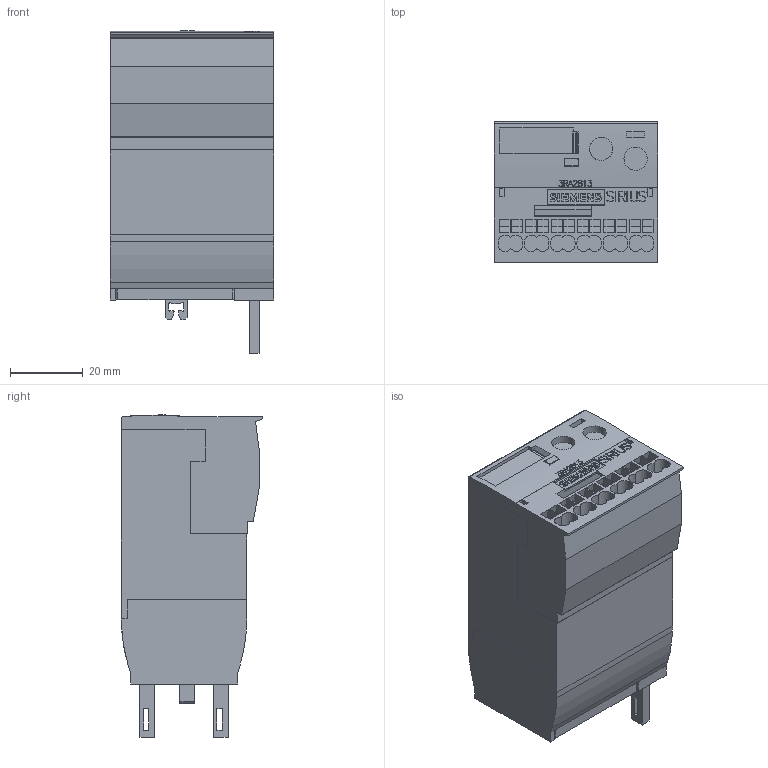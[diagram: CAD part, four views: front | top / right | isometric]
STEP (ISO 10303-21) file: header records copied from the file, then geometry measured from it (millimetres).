
FILE_DESCRIPTION(('STEP AP214'),'1');
FILE_NAME('cctmp_6D2E6A02-C6DE-4FED-9167-5F2FDF86B951_2023_07_18_12_14_30_0605..stp','2023-07-18T10:14:31',('SIEMENS A&D'),('CADClick - www.CADClick.com'),'Spatial InterOp 3D postprocessed',' ','unknown authorization');
FILE_SCHEMA(('AUTOMOTIVE_DESIGN'));
Length unit declared in the file: millimetre
Products named in the file (3): cc_unnamed; 2023_07_18_12_14_30_0542; 2023_07_18_12_14_30_0511
Assembly tree (2 placements, depth 2):
  cc_unnamed
    2023_07_18_12_14_30_0542
    2023_07_18_12_14_30_0511
Bounding box: 45 x 38.85 x 88.85 mm (x, y, z)
Volume: 113030.9 mm3; surface area: 22495.5 mm2
Topology: 2 solids, 4 shells, 777 faces, 2134 edges, 1421 vertices
Faces by surface type: plane 670, cylinder 107
Entity records: 41269 total; most frequent: CARTESIAN_POINT 4469, STYLED_ITEM 4334, PRESENTATION_STYLE_ASSIGNMENT 4334, ORIENTED_EDGE 4268, DIRECTION 4052, EDGE_CURVE 2134, CURVE_STYLE 2134, DRAUGHTING_PRE_DEFINED_CURVE_FONT 2134
